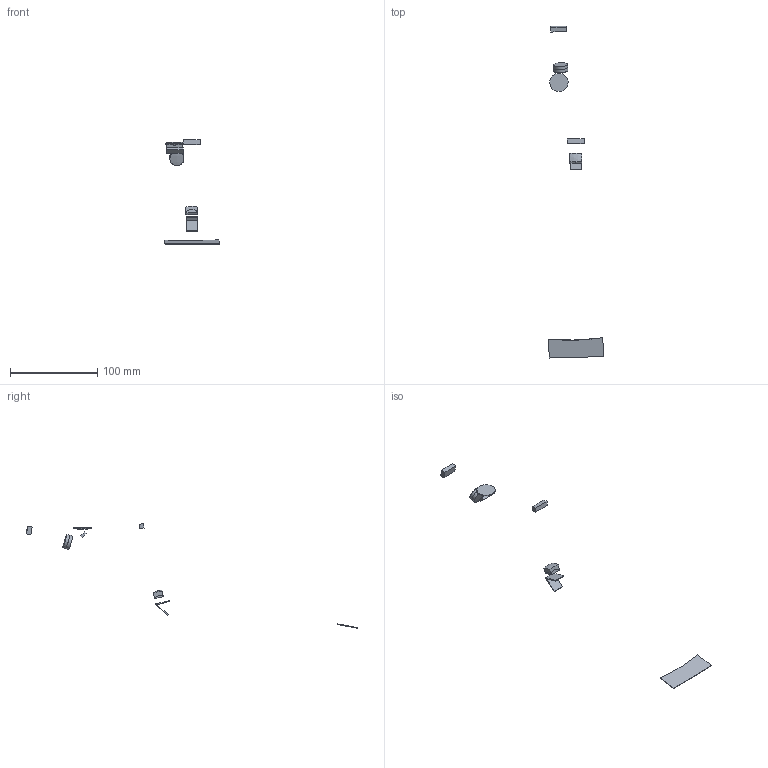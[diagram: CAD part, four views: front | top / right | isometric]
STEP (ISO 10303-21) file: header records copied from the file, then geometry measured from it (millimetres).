
FILE_DESCRIPTION ((), '1');
FILE_NAME ('Don''t know how to make printable filename', '2019-02-20T18:18:57', ('Unknown'), ('Unknown'), 'HarmonyWare STEP v1.4.5', 'HarmonyWare Translators', '');
FILE_SCHEMA (('CONFIG_CONTROL_DESIGN'));
Length unit declared in the file: millimetre
Products named in the file (12): product-name
Bounding box: 62.56 x 379.64 x 119.73 mm (x, y, z)
Volume: 5901.8 mm3; surface area: 7937.5 mm2
Topology: 11 solids, 11 shells, 57 faces, 3993 edges, 7846 vertices
Faces by surface type: plane 28, bspline 18, sphere 8, cylinder 3
Full cylindrical faces by diameter (mm): 16 x2, 21 x1
Entity records: 15533 total; most frequent: CARTESIAN_POINT 9703, B_SPLINE_CURVE_WITH_KNOTS 3987, ORIENTED_EDGE 210, EDGE_CURVE 105, PERSON 96, ORGANIZATION 96, PERSON_AND_ORGANIZATION 96, DIRECTION 78
